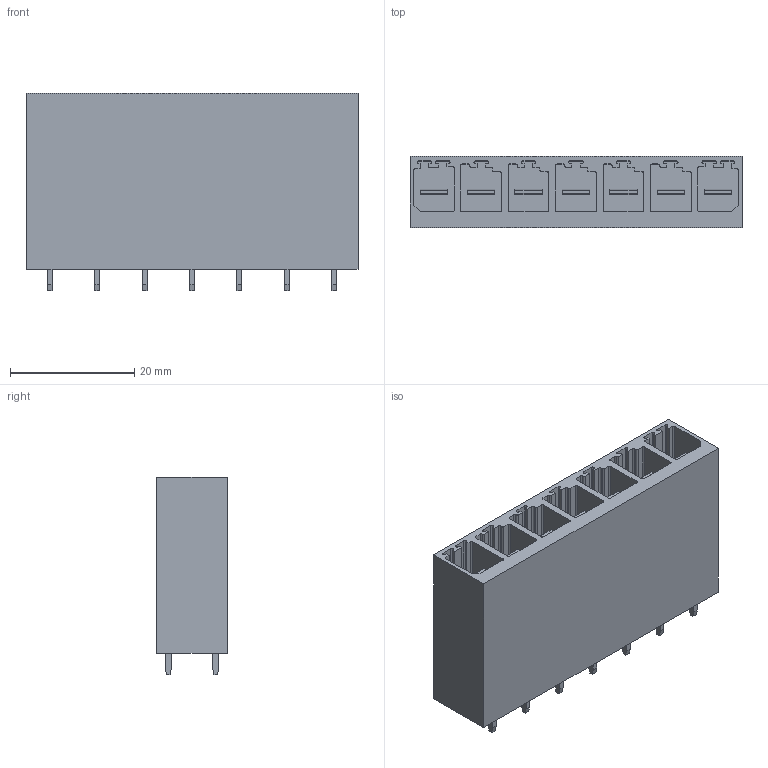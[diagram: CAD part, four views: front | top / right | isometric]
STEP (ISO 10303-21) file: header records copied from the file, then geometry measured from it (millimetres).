
FILE_DESCRIPTION(('CATIA V5 STEP Exchange','CAx-IF Rec.Pracs.--- Model Styling and Organization---1.2---2011-12-15'),'2;1');
FILE_NAME ('D1459403_0_1930650000_1930650000.stp','2018-11-29T03:50:51+00:00',('none'),('Weidmueller'),'CATIA Version 5-6 Release 2014','CATIA V5 STEP AP214','none');
FILE_SCHEMA(('AUTOMOTIVE_DESIGN { 1 0 10303 214 1 1 1 1 }'));
Length unit declared in the file: millimetre
Products named in the file (1): 1930650000
Bounding box: 53.34 x 11.4 x 31.8 mm (x, y, z)
Volume: 12162 mm3; surface area: 12394.4 mm2
Topology: 8 solids, 8 shells, 533 faces, 1537 edges, 1020 vertices
Faces by surface type: plane 455, cylinder 78
Entity records: 13765 total; most frequent: ORIENTED_EDGE 3074, CARTESIAN_POINT 2249, DIRECTION 1640, EDGE_CURVE 1250, VECTOR 1108, LINE 1108, VERTEX_POINT 803, EDGE_LOOP 561
